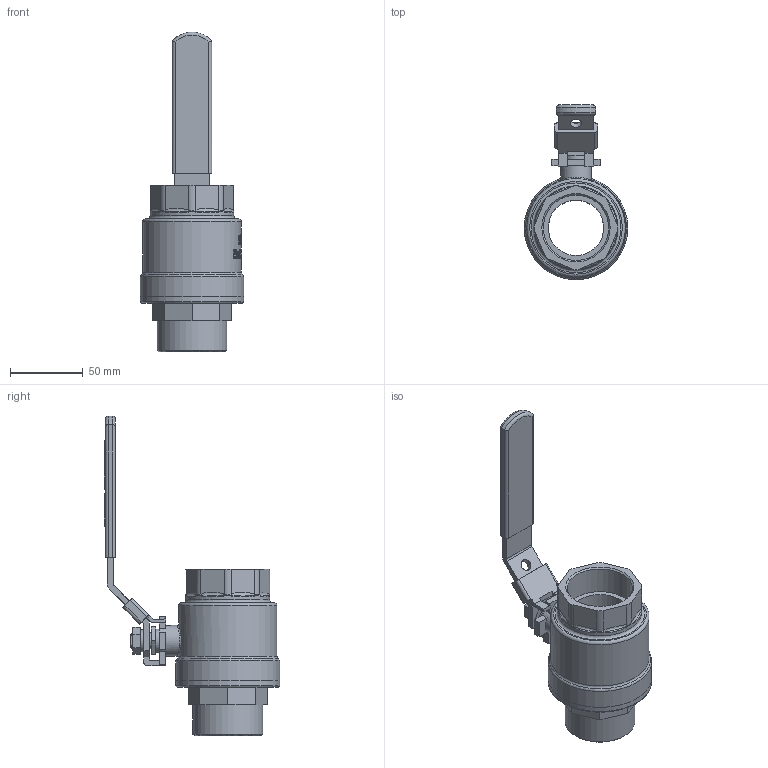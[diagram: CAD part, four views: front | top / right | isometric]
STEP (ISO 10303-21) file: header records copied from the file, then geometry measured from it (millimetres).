
FILE_DESCRIPTION(/* description */ ('789008'),/* implementation_level */ '2;1');
FILE_NAME(/* name */ '789008.stp',/* time_stamp */ '2019-05-14T13:23:28+02:00',/* author */ ('jmorand'),/* organization */ ('Sferaco'),/* preprocessor_version */ 'ST-DEVELOPER v17.2',/* originating_system */ 'Autodesk Inventor 2019',/* authorisation */ '');
FILE_SCHEMA (('AUTOMOTIVE_DESIGN { 1 0 10303 214 3 1 1 }'));
Length unit declared in the file: millimetre
Products named in the file (1): 789008_bd
Bounding box: 71 x 120 x 219.2 mm (x, y, z)
Volume: 232390.9 mm3; surface area: 75923.5 mm2
Topology: 9 solids, 9 shells, 798 faces, 2118 edges, 1400 vertices
Faces by surface type: bspline 393, plane 315, cylinder 77, torus 7, cone 6
Full cylindrical faces by diameter (mm): 7.8 x1, 8.376 x1, 11 x2, 15.294 x1, 16 x1, 21 x1, 38 x2, 44.845 x1, 47.8 x1, 57.5 x1, 67.5 x1, 71 x2
Entity records: 33318 total; most frequent: CARTESIAN_POINT 15080, ORIENTED_EDGE 4236, DIRECTION 2379, EDGE_CURVE 2118, VERTEX_POINT 1400, LINE 1091, VECTOR 1091, EDGE_LOOP 874
